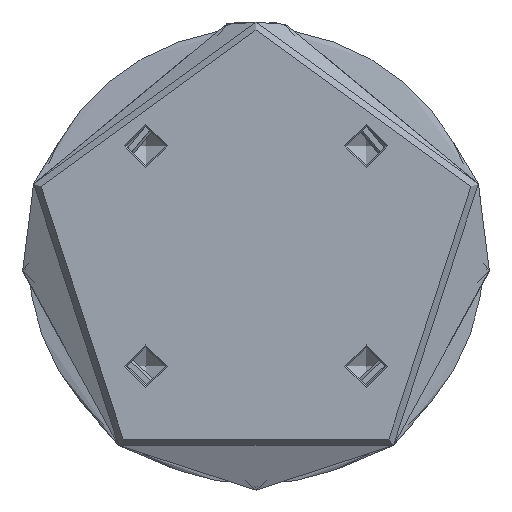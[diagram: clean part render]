
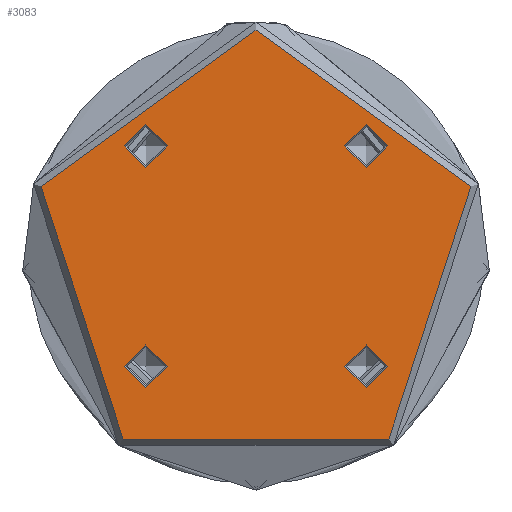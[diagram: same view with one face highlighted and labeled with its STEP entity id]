
A CAD part, front view. The second image highlights one B-rep face of the part: STEP entity #3083.
In plain terms, the highlighted face is planar.
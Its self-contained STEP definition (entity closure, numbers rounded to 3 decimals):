
#204 = DIRECTION ( 'NONE',  ( -1., 0., 0. ) ) ;
#377 = DIRECTION ( 'NONE',  ( 1., 0., 0. ) ) ;
#386 = DIRECTION ( 'NONE',  ( 1., 0., 0. ) ) ;
#434 = EDGE_LOOP ( 'NONE', ( #5906 ) ) ;
#713 = AXIS2_PLACEMENT_3D ( 'NONE', #6608, #3444, #204 ) ;
#737 = CARTESIAN_POINT ( 'NONE',  ( -33.784, 28.284, 0. ) ) ;
#767 = CARTESIAN_POINT ( 'NONE',  ( 58., 0., 0. ) ) ;
#827 = DIRECTION ( 'NONE',  ( 0., 0., -1. ) ) ;
#932 = AXIS2_PLACEMENT_3D ( 'NONE', #2440, #6199, #3009 ) ;
#1047 = EDGE_CURVE ( 'NONE', #3499, #3499, #2931, .T. ) ;
#1439 = ORIENTED_EDGE ( 'NONE', *, *, #5754, .T. ) ;
#1658 = VERTEX_POINT ( 'NONE', #5640 ) ;
#2030 = EDGE_CURVE ( 'NONE', #6043, #6043, #4964, .T. ) ;
#2260 = ORIENTED_EDGE ( 'NONE', *, *, #6723, .T. ) ;
#2425 = AXIS2_PLACEMENT_3D ( 'NONE', #6781, #3629, #377 ) ;
#2440 = CARTESIAN_POINT ( 'NONE',  ( 28.284, 28.284, 0. ) ) ;
#2647 = CIRCLE ( 'NONE', #2425, 58. ) ;
#2782 = EDGE_LOOP ( 'NONE', ( #2892 ) ) ;
#2883 = DIRECTION ( 'NONE',  ( 0., 0., 1. ) ) ;
#2892 = ORIENTED_EDGE ( 'NONE', *, *, #2030, .F. ) ;
#2931 = CIRCLE ( 'NONE', #932, 5.5 ) ;
#2991 = PLANE ( 'NONE',  #5974 ) ;
#3009 = DIRECTION ( 'NONE',  ( 1., 0., 0. ) ) ;
#3083 = ADVANCED_FACE ( 'NONE', ( #3152, #3130, #5202, #5194, #4758 ), #2991, .F. ) ;
#3130 = FACE_BOUND ( 'NONE', #3415, .T. ) ;
#3152 = FACE_BOUND ( 'NONE', #2782, .T. ) ;
#3415 = EDGE_LOOP ( 'NONE', ( #2260 ) ) ;
#3444 = DIRECTION ( 'NONE',  ( 0., 0., -1. ) ) ;
#3499 = VERTEX_POINT ( 'NONE', #6601 ) ;
#3629 = DIRECTION ( 'NONE',  ( 0., 0., 1. ) ) ;
#3641 = DIRECTION ( 'NONE',  ( 0., 0., -1. ) ) ;
#3899 = VERTEX_POINT ( 'NONE', #767 ) ;
#3911 = ORIENTED_EDGE ( 'NONE', *, *, #4139, .T. ) ;
#4139 = EDGE_CURVE ( 'NONE', #5796, #5796, #6186, .T. ) ;
#4260 = CIRCLE ( 'NONE', #6289, 5.5 ) ;
#4540 = CARTESIAN_POINT ( 'NONE',  ( -33.784, -28.284, 0. ) ) ;
#4653 = DIRECTION ( 'NONE',  ( -1., 0., 0. ) ) ;
#4758 = FACE_OUTER_BOUND ( 'NONE', #5254, .T. ) ;
#4964 = CIRCLE ( 'NONE', #5018, 5.5 ) ;
#5018 = AXIS2_PLACEMENT_3D ( 'NONE', #6081, #2883, #6607 ) ;
#5194 = FACE_BOUND ( 'NONE', #434, .T. ) ;
#5202 = FACE_BOUND ( 'NONE', #5734, .T. ) ;
#5254 = EDGE_LOOP ( 'NONE', ( #1439 ) ) ;
#5640 = CARTESIAN_POINT ( 'NONE',  ( 33.784, -28.284, 0. ) ) ;
#5734 = EDGE_LOOP ( 'NONE', ( #3911 ) ) ;
#5754 = EDGE_CURVE ( 'NONE', #3899, #3899, #2647, .T. ) ;
#5796 = VERTEX_POINT ( 'NONE', #737 ) ;
#5906 = ORIENTED_EDGE ( 'NONE', *, *, #1047, .F. ) ;
#5974 = AXIS2_PLACEMENT_3D ( 'NONE', #6161, #827, #4653 ) ;
#6043 = VERTEX_POINT ( 'NONE', #4540 ) ;
#6081 = CARTESIAN_POINT ( 'NONE',  ( -28.284, -28.284, 0. ) ) ;
#6161 = CARTESIAN_POINT ( 'NONE',  ( 0., 0., 0. ) ) ;
#6186 = CIRCLE ( 'NONE', #713, 5.5 ) ;
#6199 = DIRECTION ( 'NONE',  ( 0., 0., 1. ) ) ;
#6289 = AXIS2_PLACEMENT_3D ( 'NONE', #6792, #3641, #386 ) ;
#6601 = CARTESIAN_POINT ( 'NONE',  ( 33.784, 28.284, 0. ) ) ;
#6607 = DIRECTION ( 'NONE',  ( -1., 0., 0. ) ) ;
#6608 = CARTESIAN_POINT ( 'NONE',  ( -28.284, 28.284, 0. ) ) ;
#6723 = EDGE_CURVE ( 'NONE', #1658, #1658, #4260, .T. ) ;
#6781 = CARTESIAN_POINT ( 'NONE',  ( 0., 0., 0. ) ) ;
#6792 = CARTESIAN_POINT ( 'NONE',  ( 28.284, -28.284, 0. ) ) ;
